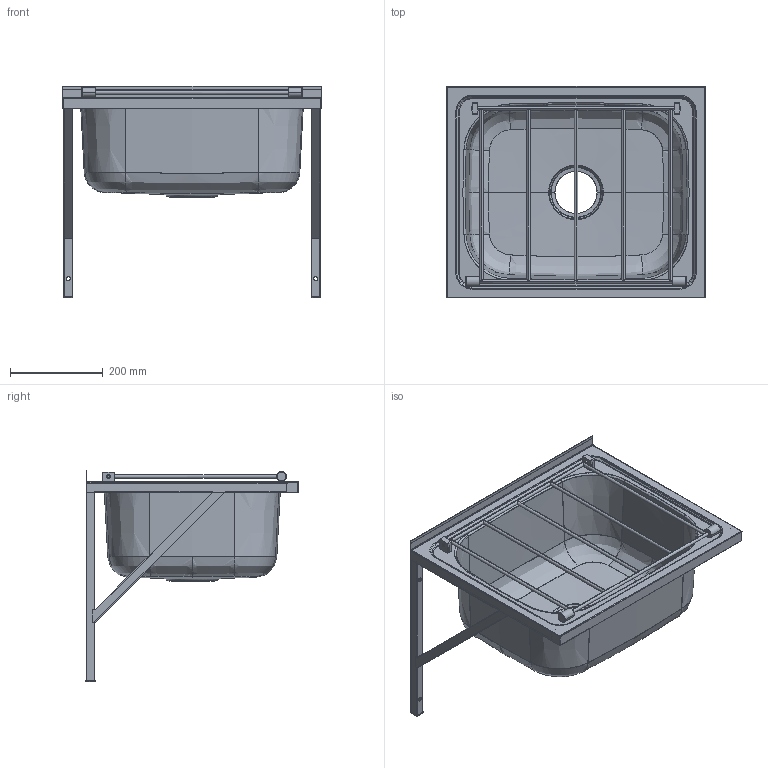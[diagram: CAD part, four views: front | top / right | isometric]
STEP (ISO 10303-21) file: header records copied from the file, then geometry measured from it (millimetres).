
FILE_DESCRIPTION(/* description */ (''),/* implementation_level */ '2;1');
FILE_NAME(/* name */ 'STEP - YH235B SR-1_SL-1_9512518',/* time_stamp */ '2024-09-09T13:50:12+10:00',/* author */ (''),/* organization */ (''),/* preprocessor_version */ 'ST-DEVELOPER v16.5',/* originating_system */ 'Rhino 7.37',/* authorisation */ '');
FILE_SCHEMA (('CONFIG_CONTROL_DESIGN'));
Length unit declared in the file: millimetre
Products named in the file (8): Document; Block 02; 235B-1_ASM; 235B-1; 235-SR-1-GUDINGKUAI; 235-SR-1; 235-SR-1-JIAOTAO
Assembly tree (9 placements, depth 4):
  Document
    Block 02
    Document
      235B-1_ASM
        235B-1
        235-SR-1-GUDINGKUAI  x2
        235-SR-1
        235-SR-1-JIAOTAO  x2
Bounding box: 555 x 456.3 x 455.04 mm (x, y, z)
Volume: 1500628.9 mm3; surface area: 1485000 mm2
Topology: 10 solids, 10 shells, 635 faces, 1531 edges, 912 vertices
Faces by surface type: cylinder 278, bspline 216, plane 141
Entity records: 29317 total; most frequent: CARTESIAN_POINT 20457, ORIENTED_EDGE 2488, EDGE_CURVE 1244, B_SPLINE_CURVE_WITH_KNOTS 869, VERTEX_POINT 738, EDGE_LOOP 568, ADVANCED_FACE 527, FACE_OUTER_BOUND 527
